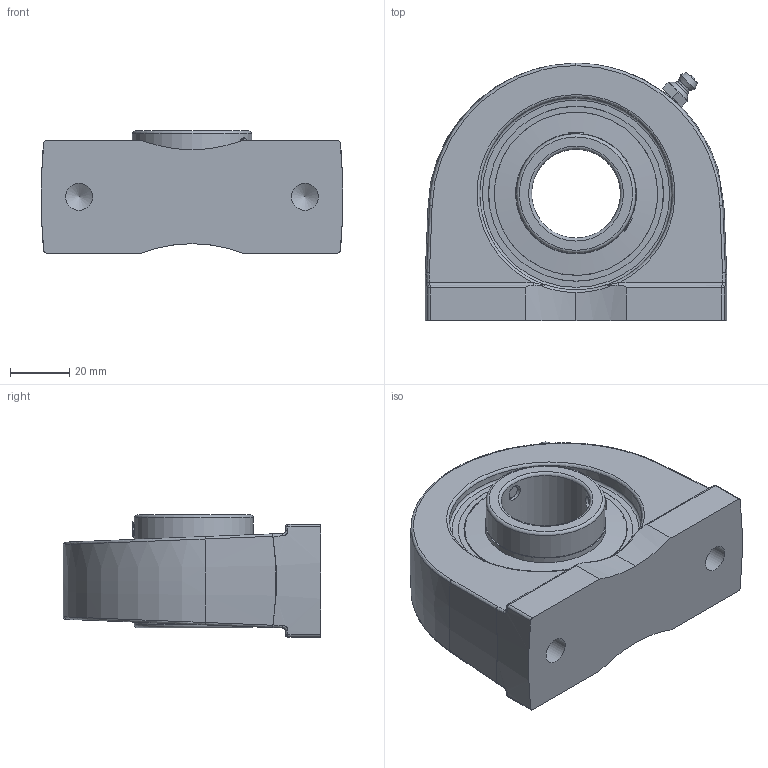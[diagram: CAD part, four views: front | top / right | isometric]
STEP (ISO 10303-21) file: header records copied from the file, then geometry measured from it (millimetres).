
FILE_DESCRIPTION(('HOOPS Exchange Step'),'2;1');
FILE_NAME('export-BC3C3A9C-3B5B-43F1-B5B4-1E931EA0373D.stp','2019-12-13T16:44:18+16:00',('ibuslach'),('Alibre'),'HOOPS Exchange 2019.2','Alibre','Unknown authorisation');
FILE_SCHEMA( ('AP242_MANAGED_MODEL_BASED_3D_ENGINEERING_MIM_LF {1 0 10303 442 1 1 4 }') );
Length unit declared in the file: centimetre
Products named in the file (7): MRN SPA 206 (NO LETTERING); UCP ZERK 6mm; SUC 206 RACES; SUC 206 SHIELD; SUC 206 SS; MRN SUC 206; MRN SUCPA 206
Assembly tree (8 placements, depth 3):
  MRN SUCPA 206
    MRN SPA 206 (NO LETTERING)
    UCP ZERK 6mm
    MRN SUC 206
      SUC 206 RACES
      SUC 206 SHIELD  x2
      SUC 206 SS  x2
Bounding box: 101.91 x 87 x 41.2 mm (x, y, z)
Volume: 171719.8 mm3; surface area: 50765.3 mm2
Topology: 8 solids, 8 shells, 208 faces, 544 edges, 343 vertices
Faces by surface type: cylinder 64, plane 55, bspline 34, cone 20, torus 19, sphere 16
Full cylindrical faces by diameter (mm): 2.005 x2, 5.359 x12, 6 x2, 9.144 x2, 30 x1, 40.259 x1, 40.284 x2, 40.792 x2, 55.093 x1, 55.118 x2, 65.017 x2
Entity records: 15855 total; most frequent: CARTESIAN_POINT 11371, ORIENTED_EDGE 926, DIRECTION 885, EDGE_CURVE 463, AXIS2_PLACEMENT_3D 377, VERTEX_POINT 297, EDGE_LOOP 204, FACE_BOUND 204
